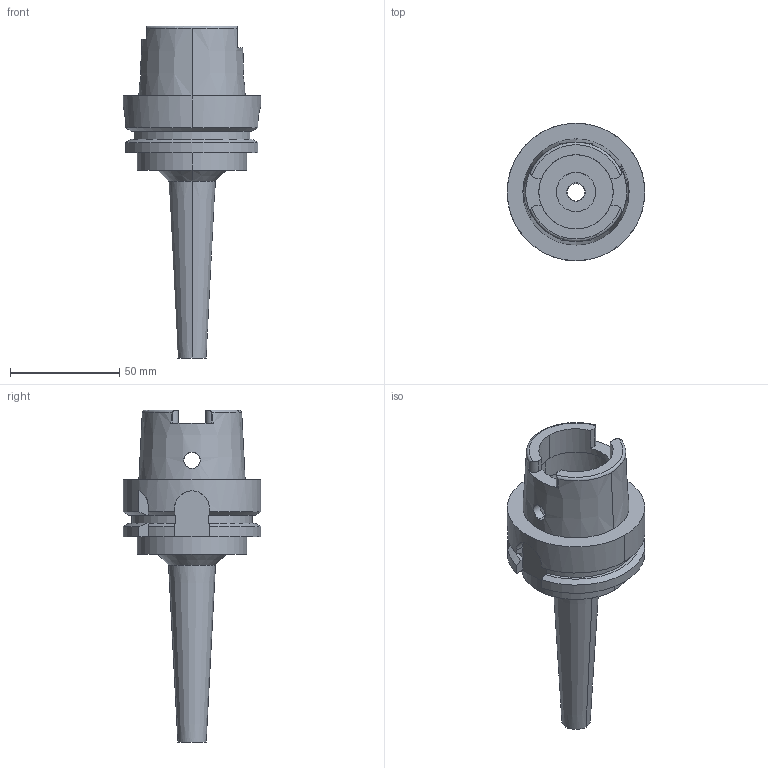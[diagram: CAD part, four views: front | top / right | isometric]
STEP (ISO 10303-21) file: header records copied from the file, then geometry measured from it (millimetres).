
FILE_DESCRIPTION((''),'2;1');
FILE_NAME('HSK-A63-SRC8S-120','2017-11-28T',('ykawabe'),(''),'CREO PARAMETRIC BY PTC INC, 2016380','CREO PARAMETRIC BY PTC INC, 2016380','');
FILE_SCHEMA(('AUTOMOTIVE_DESIGN { 1 0 10303 214 1 1 1 1 }'));
Length unit declared in the file: millimetre
Products named in the file (1): HSK-A63-SRC8S-120
Bounding box: 63 x 63 x 152 mm (x, y, z)
Volume: 114290.5 mm3; surface area: 30374.1 mm2
Topology: 1 solids, 1 shells, 94 faces, 265 edges, 177 vertices
Faces by surface type: plane 39, cylinder 37, cone 14, torus 4
Entity records: 4311 total; most frequent: CARTESIAN_POINT 836, DIRECTION 530, ORIENTED_EDGE 530, PRESENTATION_STYLE_ASSIGNMENT 270, STYLED_ITEM 270, CURVE_STYLE 269, EDGE_CURVE 265, AXIS2_PLACEMENT_3D 206
